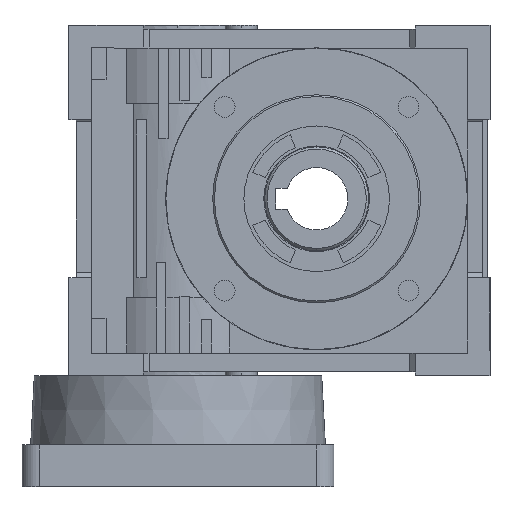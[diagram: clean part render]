
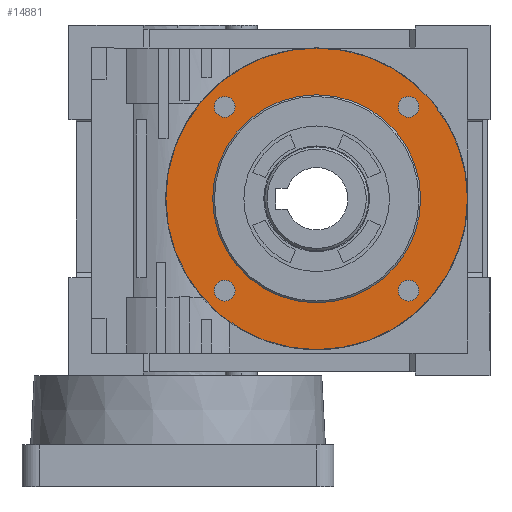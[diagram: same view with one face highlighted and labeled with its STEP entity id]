
A CAD part, left-side view. The second image highlights one B-rep face of the part: STEP entity #14881.
In plain terms, the highlighted planar face has unit normal (-1, 0, 0).
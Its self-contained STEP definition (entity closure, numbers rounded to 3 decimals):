
#135 = ORIENTED_EDGE ( 'NONE', *, *, #12199, .F. ) ;
#273 = VERTEX_POINT ( 'NONE', #18248 ) ;
#419 = AXIS2_PLACEMENT_3D ( 'NONE', #17569, #14110, #3396 ) ;
#636 = DIRECTION ( 'NONE',  ( 1., 0., 0. ) ) ;
#640 = CARTESIAN_POINT ( 'NONE',  ( -36.5, -26.517, 26.517 ) ) ;
#1084 = CARTESIAN_POINT ( 'NONE',  ( -36.5, 26.517, 29.517 ) ) ;
#1120 = EDGE_LOOP ( 'NONE', ( #3485, #3319 ) ) ;
#1169 = EDGE_CURVE ( 'NONE', #1621, #18528, #17286, .T. ) ;
#1621 = VERTEX_POINT ( 'NONE', #17936 ) ;
#1630 = CARTESIAN_POINT ( 'NONE',  ( -36.5, 26.517, -26.517 ) ) ;
#1797 = DIRECTION ( 'NONE',  ( 0., 0., 1. ) ) ;
#2073 = CIRCLE ( 'NONE', #18557, 43.51 ) ;
#2194 = DIRECTION ( 'NONE',  ( 1., 0., 0. ) ) ;
#2371 = EDGE_LOOP ( 'NONE', ( #5700, #12739 ) ) ;
#2506 = CIRCLE ( 'NONE', #14923, 3. ) ;
#2511 = FACE_BOUND ( 'NONE', #2371, .T. ) ;
#2530 = CARTESIAN_POINT ( 'NONE',  ( -36.5, 0., 0. ) ) ;
#2577 = ORIENTED_EDGE ( 'NONE', *, *, #9188, .T. ) ;
#3013 = CARTESIAN_POINT ( 'NONE',  ( -36.5, -26.517, 29.517 ) ) ;
#3319 = ORIENTED_EDGE ( 'NONE', *, *, #21820, .T. ) ;
#3396 = DIRECTION ( 'NONE',  ( 0., 0., 1. ) ) ;
#3457 = EDGE_CURVE ( 'NONE', #18528, #1621, #18915, .T. ) ;
#3485 = ORIENTED_EDGE ( 'NONE', *, *, #7329, .T. ) ;
#3519 = CIRCLE ( 'NONE', #17839, 3. ) ;
#3646 = CARTESIAN_POINT ( 'NONE',  ( -36.5, 26.517, 26.517 ) ) ;
#4099 = CARTESIAN_POINT ( 'NONE',  ( -36.5, 26.517, 23.517 ) ) ;
#4148 = AXIS2_PLACEMENT_3D ( 'NONE', #12495, #8985, #15989 ) ;
#4842 = DIRECTION ( 'NONE',  ( 0., -1., 0. ) ) ;
#5209 = DIRECTION ( 'NONE',  ( 0., 1., 0. ) ) ;
#5373 = CARTESIAN_POINT ( 'NONE',  ( -36.5, 0., -43.51 ) ) ;
#5411 = DIRECTION ( 'NONE',  ( 0., 0., 1. ) ) ;
#5568 = CIRCLE ( 'NONE', #13069, 3. ) ;
#5700 = ORIENTED_EDGE ( 'NONE', *, *, #1169, .F. ) ;
#6192 = AXIS2_PLACEMENT_3D ( 'NONE', #640, #7592, #21381 ) ;
#6231 = DIRECTION ( 'NONE',  ( 0., 0., -1. ) ) ;
#6341 = CARTESIAN_POINT ( 'NONE',  ( -36.5, -26.517, -26.517 ) ) ;
#6344 = FACE_BOUND ( 'NONE', #10726, .T. ) ;
#6457 = CIRCLE ( 'NONE', #21116, 3. ) ;
#6668 = VERTEX_POINT ( 'NONE', #20177 ) ;
#6676 = ORIENTED_EDGE ( 'NONE', *, *, #7055, .F. ) ;
#6686 = CIRCLE ( 'NONE', #15272, 3. ) ;
#6787 = EDGE_CURVE ( 'NONE', #15848, #16578, #6457, .T. ) ;
#7055 = EDGE_CURVE ( 'NONE', #6668, #19533, #2073, .T. ) ;
#7079 = CARTESIAN_POINT ( 'NONE',  ( -36.5, -26.517, -26.517 ) ) ;
#7329 = EDGE_CURVE ( 'NONE', #14366, #273, #17546, .T. ) ;
#7592 = DIRECTION ( 'NONE',  ( 1., 0., 0. ) ) ;
#7759 = AXIS2_PLACEMENT_3D ( 'NONE', #20821, #10466, #1797 ) ;
#7773 = PLANE ( 'NONE',  #15570 ) ;
#7964 = DIRECTION ( 'NONE',  ( 1., 0., 0. ) ) ;
#8026 = CARTESIAN_POINT ( 'NONE',  ( -36.5, 26.517, -23.517 ) ) ;
#8059 = EDGE_CURVE ( 'NONE', #22130, #19053, #5568, .T. ) ;
#8607 = CARTESIAN_POINT ( 'NONE',  ( -36.5, 26.517, -29.517 ) ) ;
#8878 = DIRECTION ( 'NONE',  ( 0., 0., -1. ) ) ;
#8985 = DIRECTION ( 'NONE',  ( 1., 0., 0. ) ) ;
#9099 = FACE_BOUND ( 'NONE', #16780, .T. ) ;
#9188 = EDGE_CURVE ( 'NONE', #21788, #10927, #17182, .T. ) ;
#9575 = CIRCLE ( 'NONE', #22394, 43.51 ) ;
#10038 = EDGE_CURVE ( 'NONE', #19053, #22130, #3519, .T. ) ;
#10304 = DIRECTION ( 'NONE',  ( 1., 0., 0. ) ) ;
#10384 = ORIENTED_EDGE ( 'NONE', *, *, #6787, .T. ) ;
#10466 = DIRECTION ( 'NONE',  ( -1., 0., 0. ) ) ;
#10726 = EDGE_LOOP ( 'NONE', ( #2577, #20440 ) ) ;
#10927 = VERTEX_POINT ( 'NONE', #4099 ) ;
#10975 = EDGE_CURVE ( 'NONE', #16578, #15848, #6686, .T. ) ;
#11127 = DIRECTION ( 'NONE',  ( 0., 0., -1. ) ) ;
#11255 = FACE_BOUND ( 'NONE', #16555, .T. ) ;
#12199 = EDGE_CURVE ( 'NONE', #19533, #6668, #9575, .T. ) ;
#12495 = CARTESIAN_POINT ( 'NONE',  ( -36.5, 26.517, 26.517 ) ) ;
#12691 = CIRCLE ( 'NONE', #18719, 3. ) ;
#12739 = ORIENTED_EDGE ( 'NONE', *, *, #3457, .F. ) ;
#12943 = CARTESIAN_POINT ( 'NONE',  ( -36.5, 0., 30. ) ) ;
#12966 = ORIENTED_EDGE ( 'NONE', *, *, #8059, .T. ) ;
#13069 = AXIS2_PLACEMENT_3D ( 'NONE', #1630, #13822, #13749 ) ;
#13652 = CARTESIAN_POINT ( 'NONE',  ( -36.5, -26.517, -29.517 ) ) ;
#13749 = DIRECTION ( 'NONE',  ( 0., -1., 0. ) ) ;
#13822 = DIRECTION ( 'NONE',  ( 1., 0., 0. ) ) ;
#13923 = DIRECTION ( 'NONE',  ( 1., 0., 0. ) ) ;
#14110 = DIRECTION ( 'NONE',  ( -1., 0., 0. ) ) ;
#14366 = VERTEX_POINT ( 'NONE', #3013 ) ;
#14881 = ADVANCED_FACE ( 'NONE', ( #2511, #11255, #6344, #15886, #9099, #19104 ), #7773, .T. ) ;
#14923 = AXIS2_PLACEMENT_3D ( 'NONE', #3646, #13923, #8878 ) ;
#15171 = CARTESIAN_POINT ( 'NONE',  ( -36.5, 26.517, -26.517 ) ) ;
#15272 = AXIS2_PLACEMENT_3D ( 'NONE', #6341, #7964, #20379 ) ;
#15570 = AXIS2_PLACEMENT_3D ( 'NONE', #21550, #21618, #6231 ) ;
#15848 = VERTEX_POINT ( 'NONE', #13652 ) ;
#15886 = FACE_OUTER_BOUND ( 'NONE', #17135, .T. ) ;
#15989 = DIRECTION ( 'NONE',  ( 0., 0., -1. ) ) ;
#16078 = CARTESIAN_POINT ( 'NONE',  ( -36.5, 0., 0. ) ) ;
#16555 = EDGE_LOOP ( 'NONE', ( #20997, #10384 ) ) ;
#16578 = VERTEX_POINT ( 'NONE', #16610 ) ;
#16610 = CARTESIAN_POINT ( 'NONE',  ( -36.5, -26.517, -23.517 ) ) ;
#16780 = EDGE_LOOP ( 'NONE', ( #20955, #12966 ) ) ;
#17135 = EDGE_LOOP ( 'NONE', ( #135, #6676 ) ) ;
#17182 = CIRCLE ( 'NONE', #4148, 3. ) ;
#17286 = CIRCLE ( 'NONE', #7759, 30. ) ;
#17546 = CIRCLE ( 'NONE', #6192, 3. ) ;
#17569 = CARTESIAN_POINT ( 'NONE',  ( -36.5, 0., 0. ) ) ;
#17732 = DIRECTION ( 'NONE',  ( 0., 0., -1. ) ) ;
#17839 = AXIS2_PLACEMENT_3D ( 'NONE', #15171, #18870, #4842 ) ;
#17936 = CARTESIAN_POINT ( 'NONE',  ( -36.5, 0., -30. ) ) ;
#18248 = CARTESIAN_POINT ( 'NONE',  ( -36.5, -26.517, 23.517 ) ) ;
#18528 = VERTEX_POINT ( 'NONE', #12943 ) ;
#18557 = AXIS2_PLACEMENT_3D ( 'NONE', #16078, #2194, #11127 ) ;
#18719 = AXIS2_PLACEMENT_3D ( 'NONE', #20660, #10304, #5209 ) ;
#18870 = DIRECTION ( 'NONE',  ( 1., 0., 0. ) ) ;
#18915 = CIRCLE ( 'NONE', #419, 30. ) ;
#19053 = VERTEX_POINT ( 'NONE', #8026 ) ;
#19104 = FACE_BOUND ( 'NONE', #1120, .T. ) ;
#19197 = DIRECTION ( 'NONE',  ( 1., 0., 0. ) ) ;
#19256 = EDGE_CURVE ( 'NONE', #10927, #21788, #2506, .T. ) ;
#19533 = VERTEX_POINT ( 'NONE', #5373 ) ;
#20177 = CARTESIAN_POINT ( 'NONE',  ( -36.5, 0., 43.51 ) ) ;
#20379 = DIRECTION ( 'NONE',  ( 0., 0., 1. ) ) ;
#20440 = ORIENTED_EDGE ( 'NONE', *, *, #19256, .T. ) ;
#20660 = CARTESIAN_POINT ( 'NONE',  ( -36.5, -26.517, 26.517 ) ) ;
#20821 = CARTESIAN_POINT ( 'NONE',  ( -36.5, 0., 0. ) ) ;
#20955 = ORIENTED_EDGE ( 'NONE', *, *, #10038, .T. ) ;
#20997 = ORIENTED_EDGE ( 'NONE', *, *, #10975, .T. ) ;
#21116 = AXIS2_PLACEMENT_3D ( 'NONE', #7079, #19197, #5411 ) ;
#21381 = DIRECTION ( 'NONE',  ( 0., 1., 0. ) ) ;
#21550 = CARTESIAN_POINT ( 'NONE',  ( -36.5, 0., 0. ) ) ;
#21618 = DIRECTION ( 'NONE',  ( -1., 0., 0. ) ) ;
#21788 = VERTEX_POINT ( 'NONE', #1084 ) ;
#21820 = EDGE_CURVE ( 'NONE', #273, #14366, #12691, .T. ) ;
#22130 = VERTEX_POINT ( 'NONE', #8607 ) ;
#22394 = AXIS2_PLACEMENT_3D ( 'NONE', #2530, #636, #17732 ) ;
